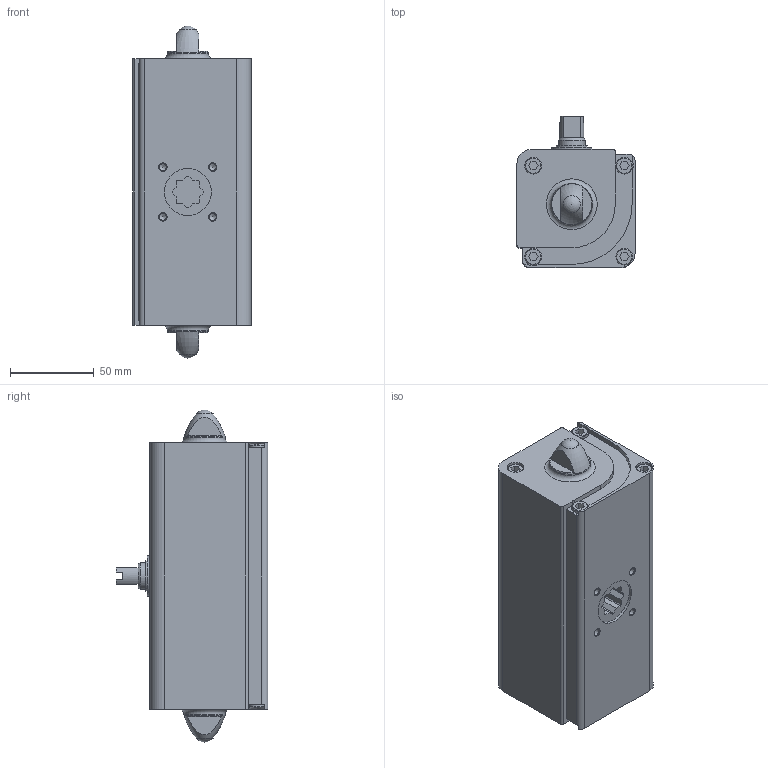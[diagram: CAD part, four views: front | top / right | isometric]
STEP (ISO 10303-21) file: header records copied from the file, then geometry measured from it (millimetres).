
FILE_DESCRIPTION(/* description */ ('STEP AP214'),/* implementation_level */ '2;1');
FILE_NAME(/* name */ '8030603_DAPS-0060-090-R-F04-T4',/* time_stamp */ '2024-08-13T15:49:38+02:00',/* author */ ('License CC BY-ND 4.0'),/* organization */ ('CADENAS'),/* preprocessor_version */ 'ST-DEVELOPER v19.3',/* originating_system */ 'PARTsolutions',/* authorisation */ ' ');
FILE_SCHEMA (('AUTOMOTIVE_DESIGN {1 0 10303 214 3 1 1}'));
Length unit declared in the file: millimetre
Products named in the file (3): 8030603 DAPS-0060-090-R-F04-T4---0; 8030603 DAPS-0060-090-R-F04-T4---(1); 8030603 DAPS-0060-090-R-F04-T4---(2)
Assembly tree (2 placements, depth 2):
  8030603 DAPS-0060-090-R-F04-T4---0
    8030603 DAPS-0060-090-R-F04-T4---(1)
    8030603 DAPS-0060-090-R-F04-T4---(2)
Bounding box: 70.4 x 90.4 x 198 mm (x, y, z)
Volume: 767784.7 mm3; surface area: 72340.2 mm2
Topology: 2 solids, 2 shells, 247 faces, 623 edges, 402 vertices
Faces by surface type: plane 140, cylinder 59, cone 32, torus 14, sphere 2
Full cylindrical faces by diameter (mm): 4.134 x12, 4.917 x1, 8.566 x2, 10 x8, 16 x1, 18.4 x1, 24 x2, 28 x2
Entity records: 6850 total; most frequent: CARTESIAN_POINT 1209, DIRECTION 1172, ORIENTED_EDGE 1018, EDGE_CURVE 509, AXIS2_PLACEMENT_3D 421, VERTEX_POINT 382, FACE_BOUND 365, EDGE_LOOP 350
